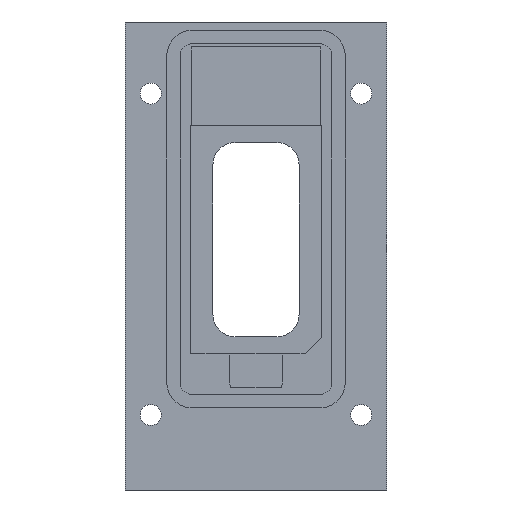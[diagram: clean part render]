
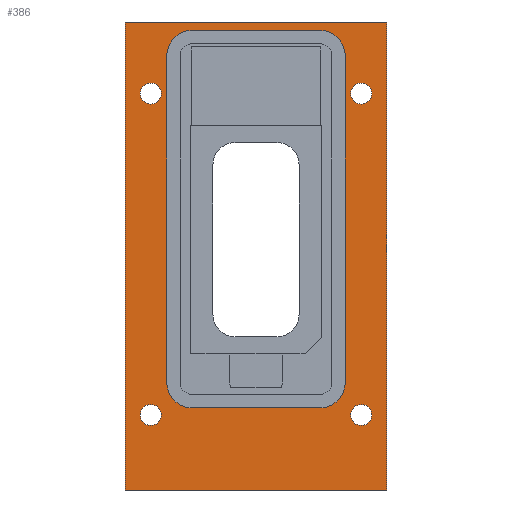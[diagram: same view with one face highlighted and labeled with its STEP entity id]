
A CAD part, front view. The second image highlights one B-rep face of the part: STEP entity #386.
In plain terms, the highlighted planar face has unit normal (0, -1, 0).
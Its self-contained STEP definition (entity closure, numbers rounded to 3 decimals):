
#66 = VERTEX_POINT('',#67);
#67 = CARTESIAN_POINT('',(20.5,-7.,-3.117));
#73 = EDGE_CURVE('',#74,#66,#76,.T.);
#74 = VERTEX_POINT('',#75);
#75 = CARTESIAN_POINT('',(-20.5,-7.,-3.117));
#76 = LINE('',#77,#78);
#77 = CARTESIAN_POINT('',(-20.5,-7.,-3.117));
#78 = VECTOR('',#79,1.);
#79 = DIRECTION('',(1.,0.,0.));
#309 = EDGE_CURVE('',#74,#310,#312,.T.);
#310 = VERTEX_POINT('',#311);
#311 = CARTESIAN_POINT('',(-20.5,-7.,70.3));
#312 = LINE('',#313,#314);
#313 = CARTESIAN_POINT('',(-20.5,-7.,-3.117));
#314 = VECTOR('',#315,1.);
#315 = DIRECTION('',(0.,0.,1.));
#350 = EDGE_CURVE('',#66,#351,#353,.T.);
#351 = VERTEX_POINT('',#352);
#352 = CARTESIAN_POINT('',(20.5,-7.,70.3));
#353 = LINE('',#354,#355);
#354 = CARTESIAN_POINT('',(20.5,-7.,-3.117));
#355 = VECTOR('',#356,1.);
#356 = DIRECTION('',(0.,0.,1.));
#386 = ADVANCED_FACE('',(#387,#398,#409,#420,#490,#501),#512,.T.);
#387 = FACE_BOUND('',#388,.T.);
#388 = EDGE_LOOP('',(#389,#390,#391,#397));
#389 = ORIENTED_EDGE('',*,*,#73,.T.);
#390 = ORIENTED_EDGE('',*,*,#350,.T.);
#391 = ORIENTED_EDGE('',*,*,#392,.F.);
#392 = EDGE_CURVE('',#310,#351,#393,.T.);
#393 = LINE('',#394,#395);
#394 = CARTESIAN_POINT('',(-20.5,-7.,70.3));
#395 = VECTOR('',#396,1.);
#396 = DIRECTION('',(1.,0.,0.));
#397 = ORIENTED_EDGE('',*,*,#309,.F.);
#398 = FACE_BOUND('',#399,.T.);
#399 = EDGE_LOOP('',(#400));
#400 = ORIENTED_EDGE('',*,*,#401,.T.);
#401 = EDGE_CURVE('',#402,#402,#404,.T.);
#402 = VERTEX_POINT('',#403);
#403 = CARTESIAN_POINT('',(18.15,-7.,8.649));
#404 = CIRCLE('',#405,1.65);
#405 = AXIS2_PLACEMENT_3D('',#406,#407,#408);
#406 = CARTESIAN_POINT('',(16.5,-7.,8.649));
#407 = DIRECTION('',(0.,1.,0.));
#408 = DIRECTION('',(1.,0.,0.));
#409 = FACE_BOUND('',#410,.T.);
#410 = EDGE_LOOP('',(#411));
#411 = ORIENTED_EDGE('',*,*,#412,.T.);
#412 = EDGE_CURVE('',#413,#413,#415,.T.);
#413 = VERTEX_POINT('',#414);
#414 = CARTESIAN_POINT('',(18.15,-7.,59.08));
#415 = CIRCLE('',#416,1.65);
#416 = AXIS2_PLACEMENT_3D('',#417,#418,#419);
#417 = CARTESIAN_POINT('',(16.5,-7.,59.08));
#418 = DIRECTION('',(0.,1.,0.));
#419 = DIRECTION('',(1.,0.,0.));
#420 = FACE_BOUND('',#421,.T.);
#421 = EDGE_LOOP('',(#422,#432,#441,#449,#458,#466,#475,#483));
#422 = ORIENTED_EDGE('',*,*,#423,.F.);
#423 = EDGE_CURVE('',#424,#426,#428,.T.);
#424 = VERTEX_POINT('',#425);
#425 = CARTESIAN_POINT('',(-14.,-7.,65.));
#426 = VERTEX_POINT('',#427);
#427 = CARTESIAN_POINT('',(-14.,-7.,13.752));
#428 = LINE('',#429,#430);
#429 = CARTESIAN_POINT('',(-14.,-7.,65.));
#430 = VECTOR('',#431,1.);
#431 = DIRECTION('',(0.,0.,-1.));
#432 = ORIENTED_EDGE('',*,*,#433,.F.);
#433 = EDGE_CURVE('',#434,#424,#436,.T.);
#434 = VERTEX_POINT('',#435);
#435 = CARTESIAN_POINT('',(-10.,-7.,69.));
#436 = CIRCLE('',#437,4.);
#437 = AXIS2_PLACEMENT_3D('',#438,#439,#440);
#438 = CARTESIAN_POINT('',(-10.,-7.,65.));
#439 = DIRECTION('',(0.,-1.,0.));
#440 = DIRECTION('',(1.,0.,0.));
#441 = ORIENTED_EDGE('',*,*,#442,.F.);
#442 = EDGE_CURVE('',#443,#434,#445,.T.);
#443 = VERTEX_POINT('',#444);
#444 = CARTESIAN_POINT('',(10.,-7.,69.));
#445 = LINE('',#446,#447);
#446 = CARTESIAN_POINT('',(10.,-7.,69.));
#447 = VECTOR('',#448,1.);
#448 = DIRECTION('',(-1.,0.,0.));
#449 = ORIENTED_EDGE('',*,*,#450,.F.);
#450 = EDGE_CURVE('',#451,#443,#453,.T.);
#451 = VERTEX_POINT('',#452);
#452 = CARTESIAN_POINT('',(14.,-7.,65.));
#453 = CIRCLE('',#454,4.);
#454 = AXIS2_PLACEMENT_3D('',#455,#456,#457);
#455 = CARTESIAN_POINT('',(10.,-7.,65.));
#456 = DIRECTION('',(0.,-1.,0.));
#457 = DIRECTION('',(1.,0.,0.));
#458 = ORIENTED_EDGE('',*,*,#459,.F.);
#459 = EDGE_CURVE('',#460,#451,#462,.T.);
#460 = VERTEX_POINT('',#461);
#461 = CARTESIAN_POINT('',(14.,-7.,13.752));
#462 = LINE('',#463,#464);
#463 = CARTESIAN_POINT('',(14.,-7.,13.752));
#464 = VECTOR('',#465,1.);
#465 = DIRECTION('',(0.,0.,1.));
#466 = ORIENTED_EDGE('',*,*,#467,.F.);
#467 = EDGE_CURVE('',#468,#460,#470,.T.);
#468 = VERTEX_POINT('',#469);
#469 = CARTESIAN_POINT('',(10.,-7.,9.752));
#470 = CIRCLE('',#471,4.);
#471 = AXIS2_PLACEMENT_3D('',#472,#473,#474);
#472 = CARTESIAN_POINT('',(10.,-7.,13.752));
#473 = DIRECTION('',(0.,-1.,0.));
#474 = DIRECTION('',(1.,0.,0.));
#475 = ORIENTED_EDGE('',*,*,#476,.F.);
#476 = EDGE_CURVE('',#477,#468,#479,.T.);
#477 = VERTEX_POINT('',#478);
#478 = CARTESIAN_POINT('',(-10.,-7.,9.752));
#479 = LINE('',#480,#481);
#480 = CARTESIAN_POINT('',(-10.,-7.,9.752));
#481 = VECTOR('',#482,1.);
#482 = DIRECTION('',(1.,0.,0.));
#483 = ORIENTED_EDGE('',*,*,#484,.F.);
#484 = EDGE_CURVE('',#426,#477,#485,.T.);
#485 = CIRCLE('',#486,4.);
#486 = AXIS2_PLACEMENT_3D('',#487,#488,#489);
#487 = CARTESIAN_POINT('',(-10.,-7.,13.752));
#488 = DIRECTION('',(0.,-1.,0.));
#489 = DIRECTION('',(1.,0.,0.));
#490 = FACE_BOUND('',#491,.T.);
#491 = EDGE_LOOP('',(#492));
#492 = ORIENTED_EDGE('',*,*,#493,.T.);
#493 = EDGE_CURVE('',#494,#494,#496,.T.);
#494 = VERTEX_POINT('',#495);
#495 = CARTESIAN_POINT('',(-14.85,-7.,8.649));
#496 = CIRCLE('',#497,1.65);
#497 = AXIS2_PLACEMENT_3D('',#498,#499,#500);
#498 = CARTESIAN_POINT('',(-16.5,-7.,8.649));
#499 = DIRECTION('',(0.,1.,0.));
#500 = DIRECTION('',(1.,0.,0.));
#501 = FACE_BOUND('',#502,.T.);
#502 = EDGE_LOOP('',(#503));
#503 = ORIENTED_EDGE('',*,*,#504,.T.);
#504 = EDGE_CURVE('',#505,#505,#507,.T.);
#505 = VERTEX_POINT('',#506);
#506 = CARTESIAN_POINT('',(-14.85,-7.,59.08));
#507 = CIRCLE('',#508,1.65);
#508 = AXIS2_PLACEMENT_3D('',#509,#510,#511);
#509 = CARTESIAN_POINT('',(-16.5,-7.,59.08));
#510 = DIRECTION('',(0.,1.,0.));
#511 = DIRECTION('',(1.,0.,0.));
#512 = PLANE('',#513);
#513 = AXIS2_PLACEMENT_3D('',#514,#515,#516);
#514 = CARTESIAN_POINT('',(-20.5,-7.,-3.117));
#515 = DIRECTION('',(0.,-1.,0.));
#516 = DIRECTION('',(0.,0.,1.));
